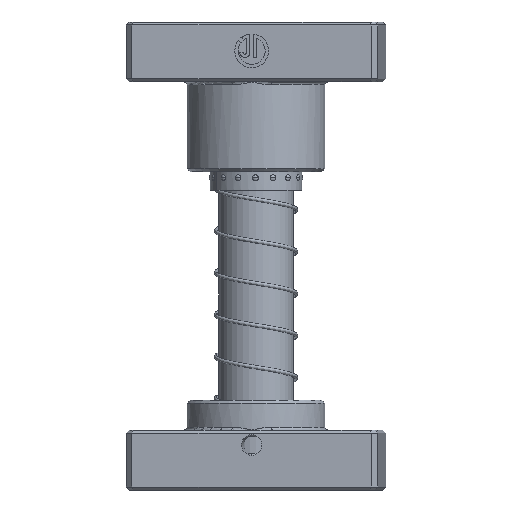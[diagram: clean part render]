
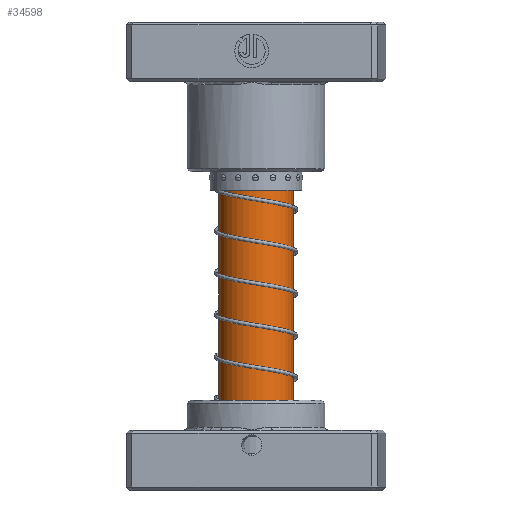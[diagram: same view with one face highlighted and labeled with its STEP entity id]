
A CAD part, front view. The second image highlights one B-rep face of the part: STEP entity #34598.
In plain terms, the highlighted cylindrical face has radius 12.5 mm (diameter 25 mm), a partial arc.
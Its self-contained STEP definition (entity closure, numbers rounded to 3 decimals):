
#1353 = FACE_OUTER_BOUND ( 'NONE', #39352, .T. ) ;
#1696 = CARTESIAN_POINT ( 'NONE',  ( 0., 0., 19.25 ) ) ;
#2430 = ORIENTED_EDGE ( 'NONE', *, *, #7909, .F. ) ;
#4910 = DIRECTION ( 'NONE',  ( -1., 0., 0. ) ) ;
#5222 = CARTESIAN_POINT ( 'NONE',  ( 12.5, 0., 130. ) ) ;
#6559 = LINE ( 'NONE', #9742, #13951 ) ;
#7909 = EDGE_CURVE ( 'NONE', #29997, #31188, #12007, .T. ) ;
#8799 = CYLINDRICAL_SURFACE ( 'NONE', #37219, 12.5 ) ;
#9285 = VERTEX_POINT ( 'NONE', #22011 ) ;
#9742 = CARTESIAN_POINT ( 'NONE',  ( -12.5, 0., 130. ) ) ;
#10961 = ORIENTED_EDGE ( 'NONE', *, *, #36793, .T. ) ;
#11333 = CARTESIAN_POINT ( 'NONE',  ( 0., 0., 127.5 ) ) ;
#11704 = DIRECTION ( 'NONE',  ( 0., 0., -1. ) ) ;
#12007 = CIRCLE ( 'NONE', #25687, 12.5 ) ;
#13951 = VECTOR ( 'NONE', #31912, 1000. ) ;
#14140 = ORIENTED_EDGE ( 'NONE', *, *, #15233, .F. ) ;
#14512 = DIRECTION ( 'NONE',  ( 1., 0., 0. ) ) ;
#14992 = ORIENTED_EDGE ( 'NONE', *, *, #36220, .T. ) ;
#15233 = EDGE_CURVE ( 'NONE', #9285, #29997, #29223, .T. ) ;
#15784 = AXIS2_PLACEMENT_3D ( 'NONE', #11333, #33512, #14512 ) ;
#16614 = VERTEX_POINT ( 'NONE', #37544 ) ;
#20834 = VECTOR ( 'NONE', #11704, 1000. ) ;
#22011 = CARTESIAN_POINT ( 'NONE',  ( 12.5, 0., 127.5 ) ) ;
#23896 = DIRECTION ( 'NONE',  ( 0., 0., -1. ) ) ;
#25687 = AXIS2_PLACEMENT_3D ( 'NONE', #1696, #23896, #4910 ) ;
#25907 = CIRCLE ( 'NONE', #15784, 12.5 ) ;
#27295 = CARTESIAN_POINT ( 'NONE',  ( 0., 0., 130. ) ) ;
#29223 = LINE ( 'NONE', #5222, #20834 ) ;
#29997 = VERTEX_POINT ( 'NONE', #34869 ) ;
#31188 = VERTEX_POINT ( 'NONE', #37785 ) ;
#31912 = DIRECTION ( 'NONE',  ( 0., 0., -1. ) ) ;
#33512 = DIRECTION ( 'NONE',  ( 0., 0., -1. ) ) ;
#34598 = ADVANCED_FACE ( 'NONE', ( #1353 ), #8799, .T. ) ;
#34869 = CARTESIAN_POINT ( 'NONE',  ( 12.5, 0., 19.25 ) ) ;
#36220 = EDGE_CURVE ( 'NONE', #9285, #16614, #25907, .T. ) ;
#36793 = EDGE_CURVE ( 'NONE', #16614, #31188, #6559, .T. ) ;
#37019 = DIRECTION ( 'NONE',  ( 0., 0., -1. ) ) ;
#37219 = AXIS2_PLACEMENT_3D ( 'NONE', #27295, #37019, #40043 ) ;
#37544 = CARTESIAN_POINT ( 'NONE',  ( -12.5, 0., 127.5 ) ) ;
#37785 = CARTESIAN_POINT ( 'NONE',  ( -12.5, 0., 19.25 ) ) ;
#39352 = EDGE_LOOP ( 'NONE', ( #14140, #14992, #10961, #2430 ) ) ;
#40043 = DIRECTION ( 'NONE',  ( -1., 0., 0. ) ) ;
